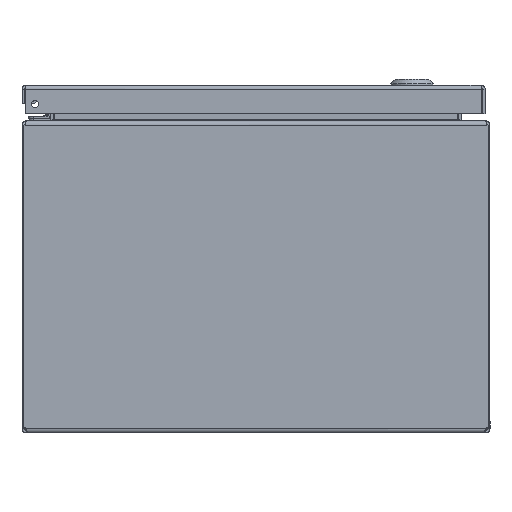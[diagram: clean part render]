
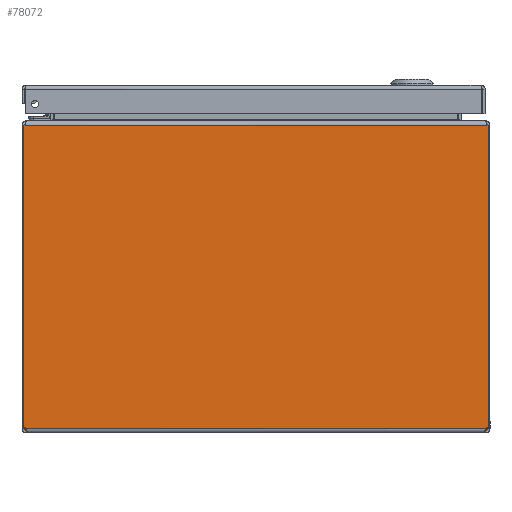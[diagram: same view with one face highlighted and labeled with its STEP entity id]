
A CAD part, front view. The second image highlights one B-rep face of the part: STEP entity #78072.
In plain terms, the highlighted planar face has unit normal (0, -1, 0).
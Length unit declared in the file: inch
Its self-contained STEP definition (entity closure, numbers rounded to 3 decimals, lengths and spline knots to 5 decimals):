
#316 = DIRECTION ( 'NONE',  ( 0., 1., 0. ) ) ;
#1405 = AXIS2_PLACEMENT_3D ( 'NONE', #33517, #41339, #96147 ) ;
#1593 = VERTEX_POINT ( 'NONE', #80647 ) ;
#2093 = CARTESIAN_POINT ( 'NONE',  ( 11.88639, 0., 0.10525 ) ) ;
#2598 = EDGE_LOOP ( 'NONE', ( #30788, #55704, #86560, #4119, #85901, #14405, #33756, #24690 ) ) ;
#2649 = CARTESIAN_POINT ( 'NONE',  ( 6., 0., 7.89475 ) ) ;
#2862 = LINE ( 'NONE', #2649, #5347 ) ;
#3071 = VERTEX_POINT ( 'NONE', #62768 ) ;
#4119 = ORIENTED_EDGE ( 'NONE', *, *, #82913, .T. ) ;
#5347 = VECTOR ( 'NONE', #96112, 39.37008 ) ;
#6962 = DIRECTION ( 'NONE',  ( 0., 0., -1. ) ) ;
#7417 = AXIS2_PLACEMENT_3D ( 'NONE', #101649, #316, #38617 ) ;
#7434 = LINE ( 'NONE', #44043, #57590 ) ;
#8318 = VERTEX_POINT ( 'NONE', #81522 ) ;
#8699 = EDGE_CURVE ( 'NONE', #89539, #1593, #59009, .T. ) ;
#9054 = EDGE_CURVE ( 'NONE', #39342, #95671, #7434, .T. ) ;
#9921 = EDGE_CURVE ( 'NONE', #8318, #3071, #38848, .T. ) ;
#11910 = CARTESIAN_POINT ( 'NONE',  ( 6., 0., 7.89475 ) ) ;
#14405 = ORIENTED_EDGE ( 'NONE', *, *, #27830, .T. ) ;
#17113 = VECTOR ( 'NONE', #101584, 39.37008 ) ;
#18283 = LINE ( 'NONE', #24873, #17113 ) ;
#18396 = LINE ( 'NONE', #11910, #66215 ) ;
#18605 = VECTOR ( 'NONE', #63002, 39.37008 ) ;
#19086 = CIRCLE ( 'NONE', #1405, 0.068 ) ;
#21731 = VERTEX_POINT ( 'NONE', #2093 ) ;
#23974 = CARTESIAN_POINT ( 'NONE',  ( 6., 0., 7.89475 ) ) ;
#24690 = ORIENTED_EDGE ( 'NONE', *, *, #70927, .F. ) ;
#24873 = CARTESIAN_POINT ( 'NONE',  ( 0.11361, 0., 0.10525 ) ) ;
#27830 = EDGE_CURVE ( 'NONE', #21731, #95671, #19086, .T. ) ;
#29611 = CARTESIAN_POINT ( 'NONE',  ( 11.963, 0., 7.89475 ) ) ;
#30788 = ORIENTED_EDGE ( 'NONE', *, *, #8699, .F. ) ;
#33517 = CARTESIAN_POINT ( 'NONE',  ( 11.93847, 0., 0.06153 ) ) ;
#33756 = ORIENTED_EDGE ( 'NONE', *, *, #9054, .F. ) ;
#35591 = CARTESIAN_POINT ( 'NONE',  ( 0.08505, 0., 7.89475 ) ) ;
#37333 = FACE_OUTER_BOUND ( 'NONE', #2598, .T. ) ;
#38088 = AXIS2_PLACEMENT_3D ( 'NONE', #70290, #85991, #6962 ) ;
#38617 = DIRECTION ( 'NONE',  ( 0., 0., 1. ) ) ;
#38848 = LINE ( 'NONE', #54660, #79329 ) ;
#39342 = VERTEX_POINT ( 'NONE', #29611 ) ;
#41153 = CIRCLE ( 'NONE', #38088, 0.068 ) ;
#41339 = DIRECTION ( 'NONE',  ( 0., 1., 0. ) ) ;
#44043 = CARTESIAN_POINT ( 'NONE',  ( 11.963, 0., 0.10525 ) ) ;
#49159 = VERTEX_POINT ( 'NONE', #68472 ) ;
#54660 = CARTESIAN_POINT ( 'NONE',  ( 0.037, 0., 0.10525 ) ) ;
#55704 = ORIENTED_EDGE ( 'NONE', *, *, #93671, .F. ) ;
#57590 = VECTOR ( 'NONE', #90290, 39.37008 ) ;
#59009 = LINE ( 'NONE', #23974, #18605 ) ;
#62768 = CARTESIAN_POINT ( 'NONE',  ( 0.037, 0., 7.89475 ) ) ;
#63002 = DIRECTION ( 'NONE',  ( 1., 0., 0. ) ) ;
#65308 = CARTESIAN_POINT ( 'NONE',  ( 11.963, 0., 0.12495 ) ) ;
#66215 = VECTOR ( 'NONE', #97818, 39.37008 ) ;
#68472 = CARTESIAN_POINT ( 'NONE',  ( 0.11361, 0., 0.10525 ) ) ;
#70290 = CARTESIAN_POINT ( 'NONE',  ( 0.06153, 0., 0.06153 ) ) ;
#70927 = EDGE_CURVE ( 'NONE', #1593, #39342, #2862, .T. ) ;
#77664 = PLANE ( 'NONE',  #7417 ) ;
#78072 = ADVANCED_FACE ( 'NONE', ( #37333 ), #77664, .F. ) ;
#79329 = VECTOR ( 'NONE', #93393, 39.37008 ) ;
#80647 = CARTESIAN_POINT ( 'NONE',  ( 11.91495, 0., 7.89475 ) ) ;
#81522 = CARTESIAN_POINT ( 'NONE',  ( 0.037, 0., 0.12495 ) ) ;
#82913 = EDGE_CURVE ( 'NONE', #8318, #49159, #41153, .T. ) ;
#85423 = EDGE_CURVE ( 'NONE', #21731, #49159, #18283, .T. ) ;
#85901 = ORIENTED_EDGE ( 'NONE', *, *, #85423, .F. ) ;
#85991 = DIRECTION ( 'NONE',  ( 0., 1., 0. ) ) ;
#86560 = ORIENTED_EDGE ( 'NONE', *, *, #9921, .F. ) ;
#89539 = VERTEX_POINT ( 'NONE', #35591 ) ;
#90290 = DIRECTION ( 'NONE',  ( 0., 0., -1. ) ) ;
#93393 = DIRECTION ( 'NONE',  ( 0., 0., 1. ) ) ;
#93671 = EDGE_CURVE ( 'NONE', #3071, #89539, #18396, .T. ) ;
#95671 = VERTEX_POINT ( 'NONE', #65308 ) ;
#96112 = DIRECTION ( 'NONE',  ( 1., 0., 0. ) ) ;
#96147 = DIRECTION ( 'NONE',  ( 0., 0., -1. ) ) ;
#97818 = DIRECTION ( 'NONE',  ( 1., 0., 0. ) ) ;
#101584 = DIRECTION ( 'NONE',  ( -1., 0., 0. ) ) ;
#101649 = CARTESIAN_POINT ( 'NONE',  ( 6., 0., 4.0089 ) ) ;
